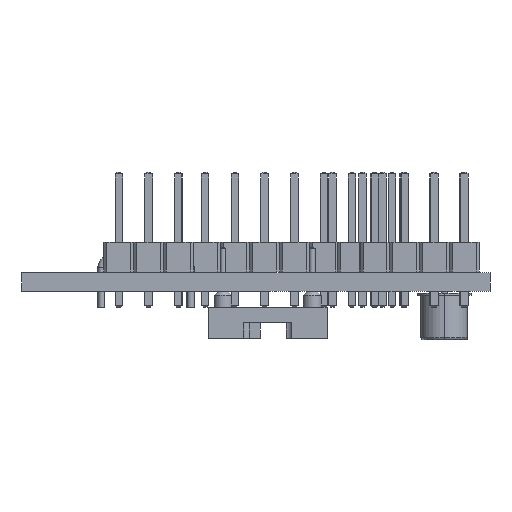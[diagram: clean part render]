
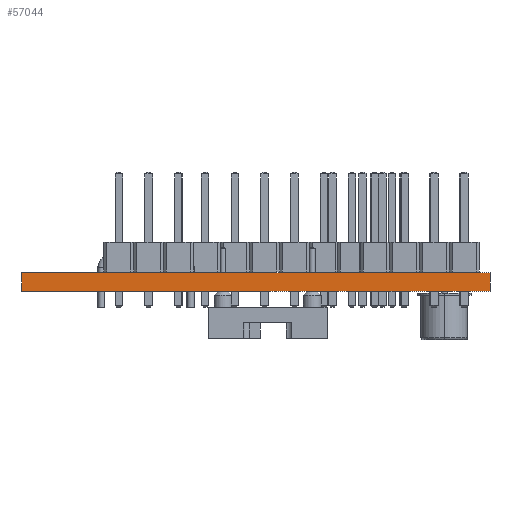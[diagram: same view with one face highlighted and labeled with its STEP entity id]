
A CAD part, left-side view. The second image highlights one B-rep face of the part: STEP entity #57044.
In plain terms, the highlighted planar face has unit normal (-1, 0, 0).
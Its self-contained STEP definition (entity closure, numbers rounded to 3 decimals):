
#56863 = PLANE('',#56864);
#56864 = AXIS2_PLACEMENT_3D('',#56865,#56866,#56867);
#56865 = CARTESIAN_POINT('',(196.6,-118.8,0.));
#56866 = DIRECTION('',(0.,-1.,0.));
#56867 = DIRECTION('',(-1.,0.,0.));
#56888 = VERTEX_POINT('',#56889);
#56889 = CARTESIAN_POINT('',(106.6,-118.8,1.6));
#56903 = PLANE('',#56904);
#56904 = AXIS2_PLACEMENT_3D('',#56905,#56906,#56907);
#56905 = CARTESIAN_POINT('',(151.6,-98.8,1.6));
#56906 = DIRECTION('',(-0.,-0.,-1.));
#56907 = DIRECTION('',(-1.,0.,0.));
#56915 = EDGE_CURVE('',#56916,#56888,#56918,.T.);
#56916 = VERTEX_POINT('',#56917);
#56917 = CARTESIAN_POINT('',(106.6,-118.8,0.));
#56918 = SURFACE_CURVE('',#56919,(#56923,#56930),.PCURVE_S1.);
#56919 = LINE('',#56920,#56921);
#56920 = CARTESIAN_POINT('',(106.6,-118.8,0.));
#56921 = VECTOR('',#56922,1.);
#56922 = DIRECTION('',(0.,0.,1.));
#56923 = PCURVE('',#56863,#56924);
#56924 = DEFINITIONAL_REPRESENTATION('',(#56925),#56929);
#56925 = LINE('',#56926,#56927);
#56926 = CARTESIAN_POINT('',(90.,0.));
#56927 = VECTOR('',#56928,1.);
#56928 = DIRECTION('',(0.,-1.));
#56929 = ( GEOMETRIC_REPRESENTATION_CONTEXT(2) 
PARAMETRIC_REPRESENTATION_CONTEXT() REPRESENTATION_CONTEXT('2D SPACE',''
  ) );
#56930 = PCURVE('',#56931,#56936);
#56931 = PLANE('',#56932);
#56932 = AXIS2_PLACEMENT_3D('',#56933,#56934,#56935);
#56933 = CARTESIAN_POINT('',(106.6,-118.8,0.));
#56934 = DIRECTION('',(-1.,0.,0.));
#56935 = DIRECTION('',(0.,1.,0.));
#56936 = DEFINITIONAL_REPRESENTATION('',(#56937),#56941);
#56937 = LINE('',#56938,#56939);
#56938 = CARTESIAN_POINT('',(0.,0.));
#56939 = VECTOR('',#56940,1.);
#56940 = DIRECTION('',(0.,-1.));
#56941 = ( GEOMETRIC_REPRESENTATION_CONTEXT(2) 
PARAMETRIC_REPRESENTATION_CONTEXT() REPRESENTATION_CONTEXT('2D SPACE',''
  ) );
#56957 = PLANE('',#56958);
#56958 = AXIS2_PLACEMENT_3D('',#56959,#56960,#56961);
#56959 = CARTESIAN_POINT('',(151.6,-98.8,0.));
#56960 = DIRECTION('',(-0.,-0.,-1.));
#56961 = DIRECTION('',(-1.,0.,0.));
#56990 = PLANE('',#56991);
#56991 = AXIS2_PLACEMENT_3D('',#56992,#56993,#56994);
#56992 = CARTESIAN_POINT('',(106.6,-78.8,0.));
#56993 = DIRECTION('',(0.,1.,0.));
#56994 = DIRECTION('',(1.,0.,0.));
#57044 = ADVANCED_FACE('',(#57045),#56931,.T.);
#57045 = FACE_BOUND('',#57046,.T.);
#57046 = EDGE_LOOP('',(#57047,#57048,#57071,#57094));
#57047 = ORIENTED_EDGE('',*,*,#56915,.T.);
#57048 = ORIENTED_EDGE('',*,*,#57049,.T.);
#57049 = EDGE_CURVE('',#56888,#57050,#57052,.T.);
#57050 = VERTEX_POINT('',#57051);
#57051 = CARTESIAN_POINT('',(106.6,-78.8,1.6));
#57052 = SURFACE_CURVE('',#57053,(#57057,#57064),.PCURVE_S1.);
#57053 = LINE('',#57054,#57055);
#57054 = CARTESIAN_POINT('',(106.6,-118.8,1.6));
#57055 = VECTOR('',#57056,1.);
#57056 = DIRECTION('',(0.,1.,0.));
#57057 = PCURVE('',#56931,#57058);
#57058 = DEFINITIONAL_REPRESENTATION('',(#57059),#57063);
#57059 = LINE('',#57060,#57061);
#57060 = CARTESIAN_POINT('',(0.,-1.6));
#57061 = VECTOR('',#57062,1.);
#57062 = DIRECTION('',(1.,0.));
#57063 = ( GEOMETRIC_REPRESENTATION_CONTEXT(2) 
PARAMETRIC_REPRESENTATION_CONTEXT() REPRESENTATION_CONTEXT('2D SPACE',''
  ) );
#57064 = PCURVE('',#56903,#57065);
#57065 = DEFINITIONAL_REPRESENTATION('',(#57066),#57070);
#57066 = LINE('',#57067,#57068);
#57067 = CARTESIAN_POINT('',(45.,-20.));
#57068 = VECTOR('',#57069,1.);
#57069 = DIRECTION('',(0.,1.));
#57070 = ( GEOMETRIC_REPRESENTATION_CONTEXT(2) 
PARAMETRIC_REPRESENTATION_CONTEXT() REPRESENTATION_CONTEXT('2D SPACE',''
  ) );
#57071 = ORIENTED_EDGE('',*,*,#57072,.F.);
#57072 = EDGE_CURVE('',#57073,#57050,#57075,.T.);
#57073 = VERTEX_POINT('',#57074);
#57074 = CARTESIAN_POINT('',(106.6,-78.8,0.));
#57075 = SURFACE_CURVE('',#57076,(#57080,#57087),.PCURVE_S1.);
#57076 = LINE('',#57077,#57078);
#57077 = CARTESIAN_POINT('',(106.6,-78.8,0.));
#57078 = VECTOR('',#57079,1.);
#57079 = DIRECTION('',(0.,0.,1.));
#57080 = PCURVE('',#56931,#57081);
#57081 = DEFINITIONAL_REPRESENTATION('',(#57082),#57086);
#57082 = LINE('',#57083,#57084);
#57083 = CARTESIAN_POINT('',(40.,0.));
#57084 = VECTOR('',#57085,1.);
#57085 = DIRECTION('',(0.,-1.));
#57086 = ( GEOMETRIC_REPRESENTATION_CONTEXT(2) 
PARAMETRIC_REPRESENTATION_CONTEXT() REPRESENTATION_CONTEXT('2D SPACE',''
  ) );
#57087 = PCURVE('',#56990,#57088);
#57088 = DEFINITIONAL_REPRESENTATION('',(#57089),#57093);
#57089 = LINE('',#57090,#57091);
#57090 = CARTESIAN_POINT('',(0.,0.));
#57091 = VECTOR('',#57092,1.);
#57092 = DIRECTION('',(0.,-1.));
#57093 = ( GEOMETRIC_REPRESENTATION_CONTEXT(2) 
PARAMETRIC_REPRESENTATION_CONTEXT() REPRESENTATION_CONTEXT('2D SPACE',''
  ) );
#57094 = ORIENTED_EDGE('',*,*,#57095,.F.);
#57095 = EDGE_CURVE('',#56916,#57073,#57096,.T.);
#57096 = SURFACE_CURVE('',#57097,(#57101,#57108),.PCURVE_S1.);
#57097 = LINE('',#57098,#57099);
#57098 = CARTESIAN_POINT('',(106.6,-118.8,0.));
#57099 = VECTOR('',#57100,1.);
#57100 = DIRECTION('',(0.,1.,0.));
#57101 = PCURVE('',#56931,#57102);
#57102 = DEFINITIONAL_REPRESENTATION('',(#57103),#57107);
#57103 = LINE('',#57104,#57105);
#57104 = CARTESIAN_POINT('',(0.,0.));
#57105 = VECTOR('',#57106,1.);
#57106 = DIRECTION('',(1.,0.));
#57107 = ( GEOMETRIC_REPRESENTATION_CONTEXT(2) 
PARAMETRIC_REPRESENTATION_CONTEXT() REPRESENTATION_CONTEXT('2D SPACE',''
  ) );
#57108 = PCURVE('',#56957,#57109);
#57109 = DEFINITIONAL_REPRESENTATION('',(#57110),#57114);
#57110 = LINE('',#57111,#57112);
#57111 = CARTESIAN_POINT('',(45.,-20.));
#57112 = VECTOR('',#57113,1.);
#57113 = DIRECTION('',(0.,1.));
#57114 = ( GEOMETRIC_REPRESENTATION_CONTEXT(2) 
PARAMETRIC_REPRESENTATION_CONTEXT() REPRESENTATION_CONTEXT('2D SPACE',''
  ) );
